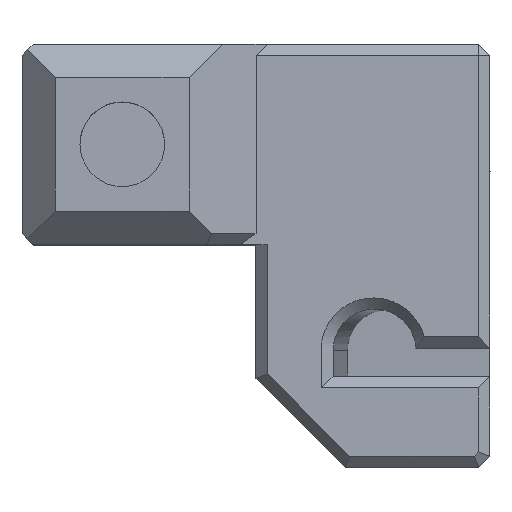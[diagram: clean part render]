
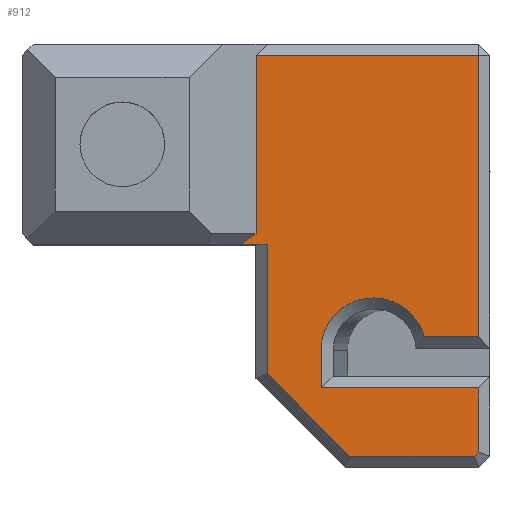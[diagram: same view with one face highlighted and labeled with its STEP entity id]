
A CAD part, top view. The second image highlights one B-rep face of the part: STEP entity #912.
In plain terms, the highlighted planar face has unit normal (0, 0, 1).
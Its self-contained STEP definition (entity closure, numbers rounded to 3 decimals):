
#38=FACE_OUTER_BOUND('',#92,.T.);
#92=EDGE_LOOP('',(#618,#619,#620,#621,#622,#623,#624,#625,#626,#627,#628,
#629,#630,#631));
#144=B_SPLINE_CURVE_WITH_KNOTS('',3,(#1283,#1284,#1285,#1286),
 .UNSPECIFIED.,.F.,.F.,(4,4),(0.105,0.155),
 .UNSPECIFIED.);
#145=B_SPLINE_CURVE_WITH_KNOTS('',3,(#1288,#1289,#1290,#1291,#1292,#1293,
#1294,#1295,#1296,#1297,#1298,#1299,#1300,#1301,#1302,#1303,#1304,#1305,
#1306,#1307,#1308,#1309),.UNSPECIFIED.,.F.,.F.,(4,2,2,2,2,2,2,2,2,2,4),
(-1.132,-1.119,-1.079,-1.041,
-0.994,-0.939,-0.871,-0.782,
-0.693,-0.599,-0.563),.UNSPECIFIED.);
#170=LINE('',#1249,#274);
#172=LINE('',#1253,#276);
#175=LINE('',#1259,#279);
#179=LINE('',#1267,#283);
#181=LINE('',#1271,#285);
#184=LINE('',#1277,#288);
#187=LINE('',#1311,#291);
#188=LINE('',#1313,#292);
#189=LINE('',#1315,#293);
#190=LINE('',#1317,#294);
#191=LINE('',#1319,#295);
#192=LINE('',#1320,#296);
#274=VECTOR('',#1032,10.);
#276=VECTOR('',#1036,10.);
#279=VECTOR('',#1041,10.);
#283=VECTOR('',#1047,10.);
#285=VECTOR('',#1051,10.);
#288=VECTOR('',#1056,10.);
#291=VECTOR('',#1061,10.);
#292=VECTOR('',#1062,10.);
#293=VECTOR('',#1063,10.);
#294=VECTOR('',#1064,10.);
#295=VECTOR('',#1065,10.);
#296=VECTOR('',#1066,10.);
#379=VERTEX_POINT('',#1243);
#380=VERTEX_POINT('',#1248);
#381=VERTEX_POINT('',#1252);
#383=VERTEX_POINT('',#1258);
#386=VERTEX_POINT('',#1266);
#387=VERTEX_POINT('',#1270);
#389=VERTEX_POINT('',#1276);
#391=VERTEX_POINT('',#1282);
#392=VERTEX_POINT('',#1287);
#393=VERTEX_POINT('',#1310);
#394=VERTEX_POINT('',#1312);
#395=VERTEX_POINT('',#1314);
#396=VERTEX_POINT('',#1316);
#397=VERTEX_POINT('',#1318);
#462=EDGE_CURVE('',#379,#380,#170,.T.);
#464=EDGE_CURVE('',#380,#381,#172,.T.);
#467=EDGE_CURVE('',#381,#383,#175,.T.);
#471=EDGE_CURVE('',#383,#386,#179,.T.);
#473=EDGE_CURVE('',#386,#387,#181,.T.);
#476=EDGE_CURVE('',#387,#389,#184,.T.);
#479=EDGE_CURVE('',#391,#379,#144,.T.);
#480=EDGE_CURVE('',#392,#391,#145,.F.);
#481=EDGE_CURVE('',#393,#392,#187,.T.);
#482=EDGE_CURVE('',#394,#393,#188,.T.);
#483=EDGE_CURVE('',#395,#394,#189,.T.);
#484=EDGE_CURVE('',#396,#395,#190,.T.);
#485=EDGE_CURVE('',#397,#396,#191,.F.);
#486=EDGE_CURVE('',#389,#397,#192,.T.);
#618=ORIENTED_EDGE('',*,*,#473,.F.);
#619=ORIENTED_EDGE('',*,*,#471,.F.);
#620=ORIENTED_EDGE('',*,*,#467,.F.);
#621=ORIENTED_EDGE('',*,*,#464,.F.);
#622=ORIENTED_EDGE('',*,*,#462,.F.);
#623=ORIENTED_EDGE('',*,*,#479,.F.);
#624=ORIENTED_EDGE('',*,*,#480,.F.);
#625=ORIENTED_EDGE('',*,*,#481,.F.);
#626=ORIENTED_EDGE('',*,*,#482,.F.);
#627=ORIENTED_EDGE('',*,*,#483,.F.);
#628=ORIENTED_EDGE('',*,*,#484,.F.);
#629=ORIENTED_EDGE('',*,*,#485,.F.);
#630=ORIENTED_EDGE('',*,*,#486,.F.);
#631=ORIENTED_EDGE('',*,*,#476,.F.);
#867=PLANE('',#980);
#912=ADVANCED_FACE('',(#38),#867,.T.);
#980=AXIS2_PLACEMENT_3D('',#1281,#1059,#1060);
#1032=DIRECTION('',(1.,0.,0.));
#1036=DIRECTION('',(0.,-1.,0.));
#1041=DIRECTION('',(-0.707,-0.707,0.));
#1047=DIRECTION('',(-1.,0.,0.));
#1051=DIRECTION('',(-0.707,0.707,0.));
#1056=DIRECTION('',(0.,1.,0.));
#1059=DIRECTION('center_axis',(0.,0.,
1.));
#1060=DIRECTION('ref_axis',(0.,-1.,0.));
#1061=DIRECTION('',(-1.,0.,0.));
#1062=DIRECTION('',(0.,-1.,0.));
#1063=DIRECTION('',(1.,0.,0.));
#1064=DIRECTION('',(0.,1.,0.));
#1065=DIRECTION('',(-0.816,-0.577,0.));
#1066=DIRECTION('',(-1.,0.,0.));
#1243=CARTESIAN_POINT('',(-173.66,-151.588,187.334));
#1248=CARTESIAN_POINT('',(-166.584,-151.588,187.334));
#1249=CARTESIAN_POINT('',(-175.145,-151.588,187.334));
#1252=CARTESIAN_POINT('',(-166.584,-154.454,187.334));
#1253=CARTESIAN_POINT('',(-166.584,-138.411,187.334));
#1258=CARTESIAN_POINT('',(-166.791,-154.661,187.334));
#1259=CARTESIAN_POINT('',(-164.938,-152.808,187.334));
#1266=CARTESIAN_POINT('',(-172.377,-154.661,187.334));
#1267=CARTESIAN_POINT('',(-177.334,-154.661,187.334));
#1270=CARTESIAN_POINT('',(-176.084,-150.954,187.334));
#1271=CARTESIAN_POINT('',(-179.356,-147.683,187.334));
#1276=CARTESIAN_POINT('',(-176.084,-145.161,187.334));
#1277=CARTESIAN_POINT('',(-176.084,-140.661,187.334));
#1281=CARTESIAN_POINT('Origin',(-178.084,-136.161,187.334));
#1282=CARTESIAN_POINT('',(-173.662,-151.088,187.334));
#1283=CARTESIAN_POINT('Ctrl Pts',(-173.662,-151.088,187.334));
#1284=CARTESIAN_POINT('Ctrl Pts',(-173.662,-151.254,187.334));
#1285=CARTESIAN_POINT('Ctrl Pts',(-173.661,-151.421,187.334));
#1286=CARTESIAN_POINT('Ctrl Pts',(-173.66,-151.588,187.334));
#1287=CARTESIAN_POINT('',(-169.033,-149.301,187.334));
#1288=CARTESIAN_POINT('Ctrl Pts',(-173.662,-151.088,187.334));
#1289=CARTESIAN_POINT('Ctrl Pts',(-173.663,-150.991,187.334));
#1290=CARTESIAN_POINT('Ctrl Pts',(-173.663,-150.895,187.334));
#1291=CARTESIAN_POINT('Ctrl Pts',(-173.664,-150.489,187.334));
#1292=CARTESIAN_POINT('Ctrl Pts',(-173.671,-150.179,187.334));
#1293=CARTESIAN_POINT('Ctrl Pts',(-173.662,-149.576,187.334));
#1294=CARTESIAN_POINT('Ctrl Pts',(-173.605,-149.283,187.334));
#1295=CARTESIAN_POINT('Ctrl Pts',(-173.36,-148.681,187.334));
#1296=CARTESIAN_POINT('Ctrl Pts',(-173.167,-148.433,187.334));
#1297=CARTESIAN_POINT('Ctrl Pts',(-172.775,-148.039,187.334));
#1298=CARTESIAN_POINT('Ctrl Pts',(-172.521,-147.863,187.334));
#1299=CARTESIAN_POINT('Ctrl Pts',(-171.907,-147.595,187.334));
#1300=CARTESIAN_POINT('Ctrl Pts',(-171.603,-147.556,187.334));
#1301=CARTESIAN_POINT('Ctrl Pts',(-171.053,-147.548,187.334));
#1302=CARTESIAN_POINT('Ctrl Pts',(-170.739,-147.604,187.334));
#1303=CARTESIAN_POINT('Ctrl Pts',(-170.155,-147.83,187.334));
#1304=CARTESIAN_POINT('Ctrl Pts',(-169.907,-147.989,187.334));
#1305=CARTESIAN_POINT('Ctrl Pts',(-169.465,-148.41,187.334));
#1306=CARTESIAN_POINT('Ctrl Pts',(-169.281,-148.673,187.334));
#1307=CARTESIAN_POINT('Ctrl Pts',(-169.105,-149.071,187.334));
#1308=CARTESIAN_POINT('Ctrl Pts',(-169.065,-149.185,187.334));
#1309=CARTESIAN_POINT('Ctrl Pts',(-169.033,-149.301,187.334));
#1310=CARTESIAN_POINT('',(-166.584,-149.301,187.334));
#1311=CARTESIAN_POINT('',(-138.666,-149.301,187.334));
#1312=CARTESIAN_POINT('',(-166.584,-136.661,187.334));
#1313=CARTESIAN_POINT('',(-166.584,-138.411,187.334));
#1314=CARTESIAN_POINT('',(-176.584,-136.661,187.334));
#1315=CARTESIAN_POINT('',(-178.084,-136.661,187.334));
#1316=CARTESIAN_POINT('',(-176.584,-144.661,187.334));
#1317=CARTESIAN_POINT('',(-176.584,-144.728,187.334));
#1318=CARTESIAN_POINT('',(-177.291,-145.161,187.334));
#1319=CARTESIAN_POINT('',(-174.699,-143.328,187.334));
#1320=CARTESIAN_POINT('',(-178.084,-145.161,187.334));
